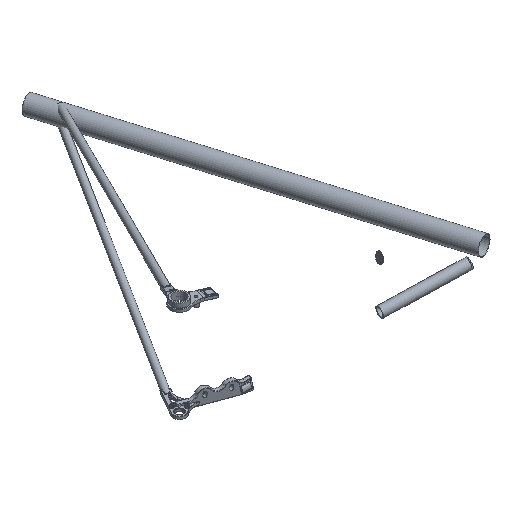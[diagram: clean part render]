
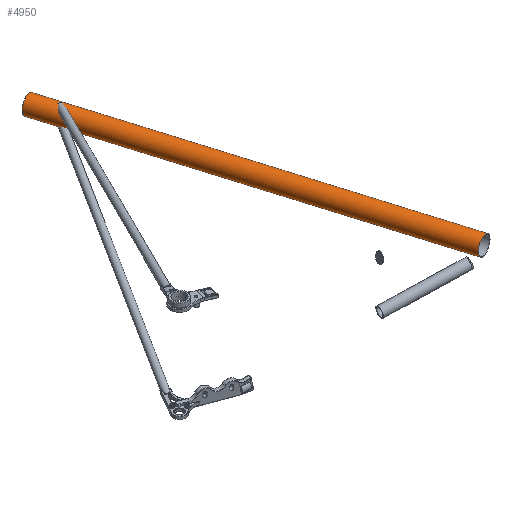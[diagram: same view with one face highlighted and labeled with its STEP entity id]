
A CAD part, isometric view. The second image highlights one B-rep face of the part: STEP entity #4950.
In plain terms, the highlighted cylindrical face has radius 14.3 mm (diameter 28.6 mm), a full revolution.
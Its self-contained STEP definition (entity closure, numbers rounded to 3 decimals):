
#146=CYLINDRICAL_SURFACE('',#5336,14.3);
#611=FACE_OUTER_BOUND('',#940,.T.);
#940=EDGE_LOOP('',(#3685,#3686,#3687,#3688));
#1242=CIRCLE('',#5337,14.3);
#1243=CIRCLE('',#5338,14.3);
#1487=LINE('',#7931,#1829);
#1829=VECTOR('',#6077,14.3);
#2197=VERTEX_POINT('',#7928);
#2198=VERTEX_POINT('',#7930);
#2733=EDGE_CURVE('',#2197,#2197,#1242,.T.);
#2734=EDGE_CURVE('',#2197,#2198,#1487,.T.);
#2735=EDGE_CURVE('',#2198,#2198,#1243,.T.);
#3685=ORIENTED_EDGE('',*,*,#2733,.F.);
#3686=ORIENTED_EDGE('',*,*,#2734,.T.);
#3687=ORIENTED_EDGE('',*,*,#2735,.T.);
#3688=ORIENTED_EDGE('',*,*,#2734,.F.);
#4950=ADVANCED_FACE('',(#611),#146,.T.);
#5336=AXIS2_PLACEMENT_3D('',#7927,#6073,#6074);
#5337=AXIS2_PLACEMENT_3D('',#7929,#6075,#6076);
#5338=AXIS2_PLACEMENT_3D('',#7932,#6078,#6079);
#6073=DIRECTION('center_axis',(0.289,-0.957,0.));
#6074=DIRECTION('ref_axis',(0.957,0.289,0.));
#6075=DIRECTION('center_axis',(0.289,-0.957,0.));
#6076=DIRECTION('ref_axis',(0.957,0.289,0.));
#6077=DIRECTION('',(-0.289,0.957,0.));
#6078=DIRECTION('center_axis',(0.289,-0.957,0.));
#6079=DIRECTION('ref_axis',(0.957,0.289,0.));
#7927=CARTESIAN_POINT('Origin',(-172.114,569.12,0.));
#7928=CARTESIAN_POINT('',(-13.688,-4.139,0.));
#7929=CARTESIAN_POINT('Origin',(0.,0.,0.));
#7930=CARTESIAN_POINT('',(-185.802,564.98,0.));
#7931=CARTESIAN_POINT('',(-185.802,564.98,0.));
#7932=CARTESIAN_POINT('Origin',(-172.114,569.12,0.));
